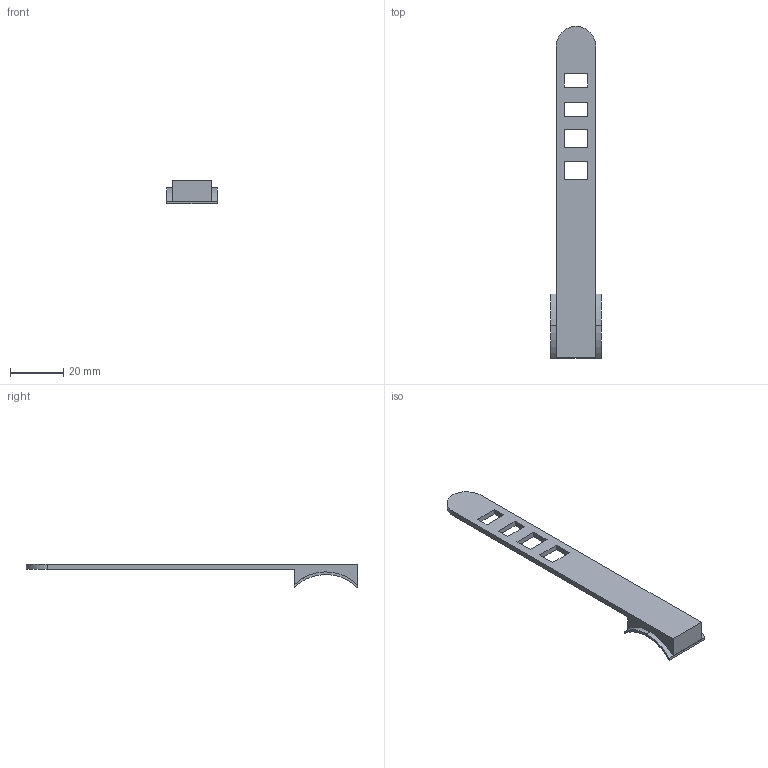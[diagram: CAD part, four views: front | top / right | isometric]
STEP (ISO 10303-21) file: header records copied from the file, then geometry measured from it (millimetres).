
FILE_DESCRIPTION(('HOOPS Exchange Step'),'2;1');
FILE_NAME('temp_export','2024-07-02T18:34:41+02:00',('emrek'),('Shapr3D Limited'),'HOOPS Exchange 2024.2','Shapr3D','Authorized');
FILE_SCHEMA( ('AUTOMOTIVE_DESIGN { 1 0 10303 214 1 1 1 1 }') );
Length unit declared in the file: millimetre
Products named in the file (1): root
Bounding box: 19 x 124.98 x 9 mm (x, y, z)
Volume: 4618.5 mm3; surface area: 5485.8 mm2
Topology: 2 solids, 2 shells, 33 faces, 87 edges, 58 vertices
Faces by surface type: plane 26, cylinder 7
Entity records: 1054 total; most frequent: CARTESIAN_POINT 179, ORIENTED_EDGE 174, DIRECTION 169, EDGE_CURVE 87, VECTOR 73, LINE 73, VERTEX_POINT 58, AXIS2_PLACEMENT_3D 48
